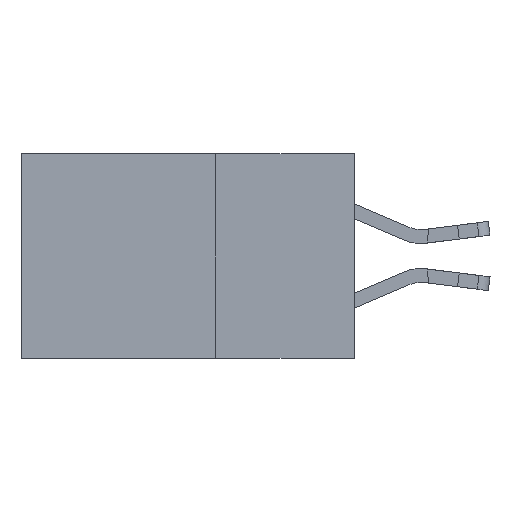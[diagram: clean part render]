
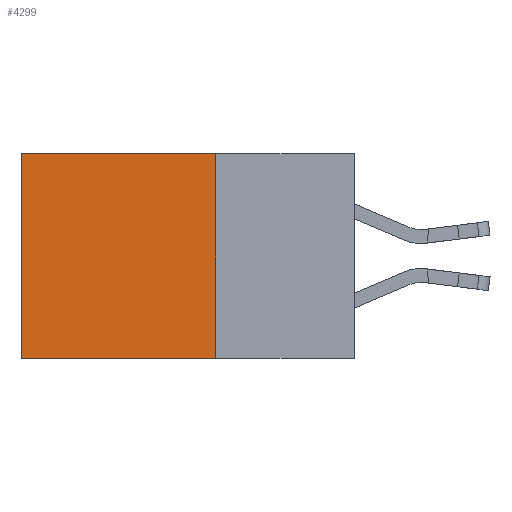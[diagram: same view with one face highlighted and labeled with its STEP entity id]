
A CAD part, left-side view. The second image highlights one B-rep face of the part: STEP entity #4299.
In plain terms, the highlighted planar face has unit normal (-1, 0, 0).
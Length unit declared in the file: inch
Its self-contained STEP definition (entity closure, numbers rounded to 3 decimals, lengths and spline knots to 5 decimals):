
#266 = EDGE_CURVE ( 'NONE', #11418, #3287, #11403, .T. ) ;
#2034 = VECTOR ( 'NONE', #11014, 39.37008 ) ;
#2866 = DIRECTION ( 'NONE',  ( 0., 0., -1. ) ) ;
#3287 = VERTEX_POINT ( 'NONE', #5734 ) ;
#3303 = VECTOR ( 'NONE', #2866, 39.37008 ) ;
#4299 = ADVANCED_FACE ( 'NONE', ( #11340 ), #12004, .F. ) ;
#4377 = EDGE_LOOP ( 'NONE', ( #4813, #11377, #7602, #7013 ) ) ;
#4655 = LINE ( 'NONE', #11000, #2034 ) ;
#4813 = ORIENTED_EDGE ( 'NONE', *, *, #8695, .T. ) ;
#5148 = AXIS2_PLACEMENT_3D ( 'NONE', #11799, #11295, #11294 ) ;
#5253 = VECTOR ( 'NONE', #10772, 39.37008 ) ;
#5338 = VERTEX_POINT ( 'NONE', #5939 ) ;
#5734 = CARTESIAN_POINT ( 'NONE',  ( 0.2615, 0.25, -0.37 ) ) ;
#5885 = CARTESIAN_POINT ( 'NONE',  ( 0.2615, 0.25, -0.37 ) ) ;
#5939 = CARTESIAN_POINT ( 'NONE',  ( 0.2615, 0.6, 0. ) ) ;
#6519 = VECTOR ( 'NONE', #12179, 39.37008 ) ;
#6843 = CARTESIAN_POINT ( 'NONE',  ( 0.2615, 0.25, 0. ) ) ;
#7013 = ORIENTED_EDGE ( 'NONE', *, *, #8653, .T. ) ;
#7602 = ORIENTED_EDGE ( 'NONE', *, *, #266, .F. ) ;
#7752 = LINE ( 'NONE', #11229, #5253 ) ;
#8653 = EDGE_CURVE ( 'NONE', #11418, #5338, #7752, .T. ) ;
#8695 = EDGE_CURVE ( 'NONE', #5338, #8727, #4655, .T. ) ;
#8727 = VERTEX_POINT ( 'NONE', #11053 ) ;
#9073 = LINE ( 'NONE', #12252, #6519 ) ;
#9517 = EDGE_CURVE ( 'NONE', #3287, #8727, #9073, .T. ) ;
#10772 = DIRECTION ( 'NONE',  ( 0., 1., 0. ) ) ;
#11000 = CARTESIAN_POINT ( 'NONE',  ( 0.2615, 0.6, -0.37 ) ) ;
#11014 = DIRECTION ( 'NONE',  ( 0., 0., -1. ) ) ;
#11053 = CARTESIAN_POINT ( 'NONE',  ( 0.2615, 0.6, -0.37 ) ) ;
#11229 = CARTESIAN_POINT ( 'NONE',  ( 0.2615, 0.25, 0. ) ) ;
#11294 = DIRECTION ( 'NONE',  ( 0., 0., -1. ) ) ;
#11295 = DIRECTION ( 'NONE',  ( 1., 0., 0. ) ) ;
#11340 = FACE_OUTER_BOUND ( 'NONE', #4377, .T. ) ;
#11377 = ORIENTED_EDGE ( 'NONE', *, *, #9517, .F. ) ;
#11403 = LINE ( 'NONE', #5885, #3303 ) ;
#11418 = VERTEX_POINT ( 'NONE', #6843 ) ;
#11799 = CARTESIAN_POINT ( 'NONE',  ( 0.2615, 0.25, -0.37 ) ) ;
#12004 = PLANE ( 'NONE',  #5148 ) ;
#12179 = DIRECTION ( 'NONE',  ( 0., 1., 0. ) ) ;
#12252 = CARTESIAN_POINT ( 'NONE',  ( 0.2615, 0.25, -0.37 ) ) ;
